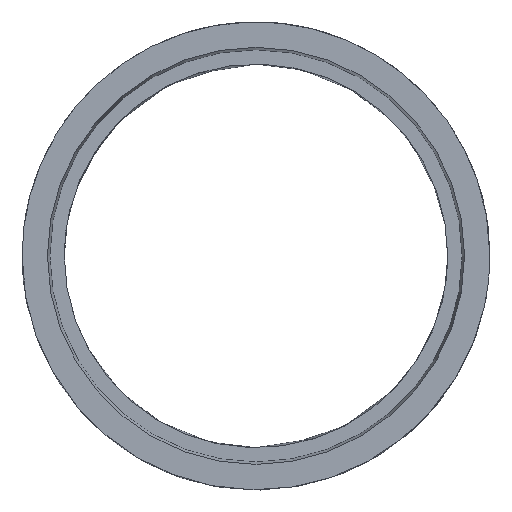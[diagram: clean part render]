
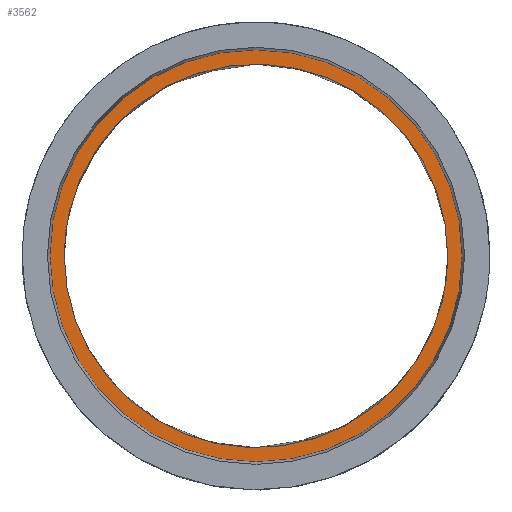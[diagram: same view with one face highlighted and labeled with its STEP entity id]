
A CAD part, top view. The second image highlights one B-rep face of the part: STEP entity #3562.
In plain terms, the highlighted planar face has unit normal (0, 0, 1).
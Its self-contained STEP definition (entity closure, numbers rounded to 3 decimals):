
#872 = ORIENTED_EDGE ( 'NONE', *, *, #5297, .F. ) ;
#1002 = CARTESIAN_POINT ( 'NONE',  ( 384.263, 140.893, 250. ) ) ;
#1100 = CARTESIAN_POINT ( 'NONE',  ( 400., 0., 250. ) ) ;
#1221 = CIRCLE ( 'NONE', #19971, 430. ) ;
#1294 = DIRECTION ( 'NONE',  ( -1., 0., 0. ) ) ;
#1296 = VERTEX_POINT ( 'NONE', #3538 ) ;
#1665 = CARTESIAN_POINT ( 'NONE',  ( -357.855, -207.83, 250. ) ) ;
#1735 = CARTESIAN_POINT ( 'NONE',  ( -400., 0., 250. ) ) ;
#1768 = CARTESIAN_POINT ( 'NONE',  ( 400., 0., 250. ) ) ;
#2588 = FACE_BOUND ( 'NONE', #17969, .T. ) ;
#2611 = CARTESIAN_POINT ( 'NONE',  ( 398.848, 31.689, 250. ) ) ;
#2936 = VERTEX_POINT ( 'NONE', #1735 ) ;
#3327 = DIRECTION ( 'NONE',  ( 0., 0., 1. ) ) ;
#3389 = CARTESIAN_POINT ( 'NONE',  ( -106.084, -400., 250. ) ) ;
#3538 = CARTESIAN_POINT ( 'NONE',  ( 430., 0., 250. ) ) ;
#3562 = ADVANCED_FACE ( 'NONE', ( #6185, #2588 ), #12490, .F. ) ;
#3974 = CIRCLE ( 'NONE', #5024, 430. ) ;
#4259 = DIRECTION ( 'NONE',  ( 1., 0., 0. ) ) ;
#4540 = DIRECTION ( 'NONE',  ( 0., 0., -1. ) ) ;
#5024 = AXIS2_PLACEMENT_3D ( 'NONE', #16730, #3327, #11603 ) ;
#5030 = CARTESIAN_POINT ( 'NONE',  ( 399.789, -15.891, 250. ) ) ;
#5137 = CARTESIAN_POINT ( 'NONE',  ( 106.084, -400., 250. ) ) ;
#5297 = EDGE_CURVE ( 'NONE', #19230, #2936, #7768, .T. ) ;
#5991 = CARTESIAN_POINT ( 'NONE',  ( -207.83, 357.855, 250. ) ) ;
#6073 = CARTESIAN_POINT ( 'NONE',  ( -430., 0., 250. ) ) ;
#6185 = FACE_OUTER_BOUND ( 'NONE', #14991, .T. ) ;
#6667 = CARTESIAN_POINT ( 'NONE',  ( 384.263, -140.893, 250. ) ) ;
#7631 = CARTESIAN_POINT ( 'NONE',  ( 342.853, 222.833, 250. ) ) ;
#7768 = B_SPLINE_CURVE_WITH_KNOTS ( 'NONE', 3,
 ( #12618, #20802, #10885, #2611, #9264, #1002, #7631, #13821, #14269, #20905, #5991, #20575, #17638, #20462 ),
 .UNSPECIFIED., .F., .F.,
 ( 4, 1, 1, 1, 1, 2, 2, 2, 4 ),
 ( 0., 0.016, 0.031, 0.047, 0.062, 0.312, 0.625, 0.937, 1.249 ),
 .UNSPECIFIED. ) ;
#9264 = CARTESIAN_POINT ( 'NONE',  ( 397.288, 47.389, 250. ) ) ;
#9391 = DIRECTION ( 'NONE',  ( 0., 0., 1. ) ) ;
#9588 = ORIENTED_EDGE ( 'NONE', *, *, #11316, .T. ) ;
#10861 = CARTESIAN_POINT ( 'NONE',  ( 400., 0., 250. ) ) ;
#10885 = CARTESIAN_POINT ( 'NONE',  ( 399.789, 15.891, 250. ) ) ;
#10996 = ORIENTED_EDGE ( 'NONE', *, *, #15875, .T. ) ;
#11316 = EDGE_CURVE ( 'NONE', #17494, #1296, #3974, .T. ) ;
#11449 = CARTESIAN_POINT ( 'NONE',  ( -400., 0., 250. ) ) ;
#11603 = DIRECTION ( 'NONE',  ( 1., 0., 0. ) ) ;
#11662 = CARTESIAN_POINT ( 'NONE',  ( 400., -5.304, 250. ) ) ;
#12490 = PLANE ( 'NONE',  #17540 ) ;
#12618 = CARTESIAN_POINT ( 'NONE',  ( 400., 0., 250. ) ) ;
#13300 = CARTESIAN_POINT ( 'NONE',  ( 397.288, -47.389, 250. ) ) ;
#13821 = CARTESIAN_POINT ( 'NONE',  ( 207.83, 357.855, 250. ) ) ;
#14269 = CARTESIAN_POINT ( 'NONE',  ( 106.084, 400., 250. ) ) ;
#14942 = CARTESIAN_POINT ( 'NONE',  ( 207.83, -357.855, 250. ) ) ;
#14991 = EDGE_LOOP ( 'NONE', ( #10996, #9588 ) ) ;
#15706 = B_SPLINE_CURVE_WITH_KNOTS ( 'NONE', 3,
 ( #11449, #16577, #1665, #20049, #3389, #5137, #14942, #16684, #6667, #13300, #19942, #5030, #11662, #1768 ),
 .UNSPECIFIED., .F., .F.,
 ( 4, 2, 2, 2, 1, 1, 1, 1, 4 ),
 ( 1.249, 1.562, 1.874, 2.186, 2.436, 2.452, 2.467, 2.483, 2.499 ),
 .UNSPECIFIED. ) ;
#15819 = CARTESIAN_POINT ( 'NONE',  ( 0., 0., 250. ) ) ;
#15875 = EDGE_CURVE ( 'NONE', #1296, #17494, #1221, .T. ) ;
#16415 = ORIENTED_EDGE ( 'NONE', *, *, #20464, .F. ) ;
#16577 = CARTESIAN_POINT ( 'NONE',  ( -400., -106.084, 250. ) ) ;
#16684 = CARTESIAN_POINT ( 'NONE',  ( 342.853, -222.833, 250. ) ) ;
#16730 = CARTESIAN_POINT ( 'NONE',  ( 0., 0., 250. ) ) ;
#17494 = VERTEX_POINT ( 'NONE', #6073 ) ;
#17540 = AXIS2_PLACEMENT_3D ( 'NONE', #10861, #4540, #1294 ) ;
#17638 = CARTESIAN_POINT ( 'NONE',  ( -400., 106.084, 250. ) ) ;
#17969 = EDGE_LOOP ( 'NONE', ( #872, #16415 ) ) ;
#19230 = VERTEX_POINT ( 'NONE', #1100 ) ;
#19942 = CARTESIAN_POINT ( 'NONE',  ( 398.848, -31.689, 250. ) ) ;
#19971 = AXIS2_PLACEMENT_3D ( 'NONE', #15819, #9391, #4259 ) ;
#20049 = CARTESIAN_POINT ( 'NONE',  ( -207.83, -357.855, 250. ) ) ;
#20462 = CARTESIAN_POINT ( 'NONE',  ( -400., 0., 250. ) ) ;
#20464 = EDGE_CURVE ( 'NONE', #2936, #19230, #15706, .T. ) ;
#20575 = CARTESIAN_POINT ( 'NONE',  ( -357.855, 207.83, 250. ) ) ;
#20802 = CARTESIAN_POINT ( 'NONE',  ( 400., 5.304, 250. ) ) ;
#20905 = CARTESIAN_POINT ( 'NONE',  ( -106.084, 400., 250. ) ) ;
